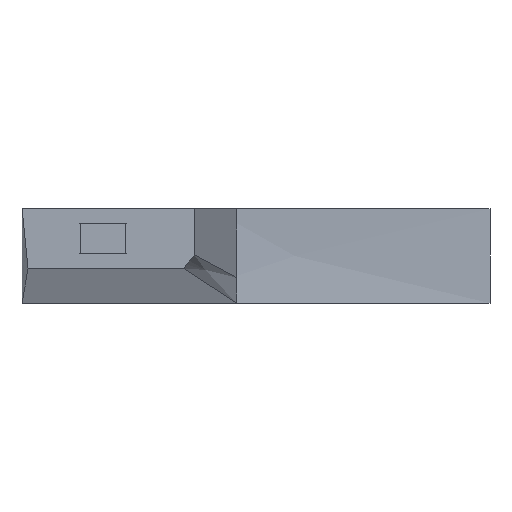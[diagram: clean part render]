
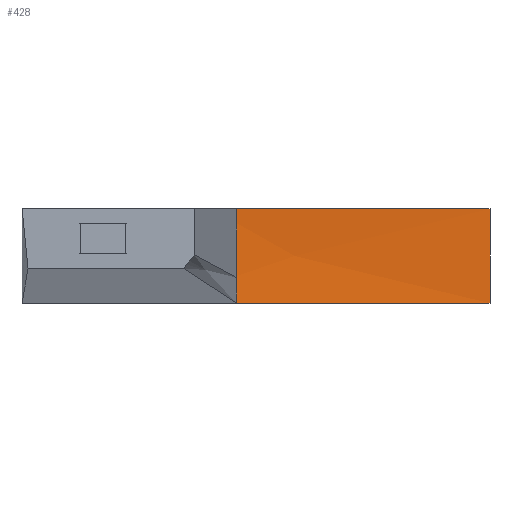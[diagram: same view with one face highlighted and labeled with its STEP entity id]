
A CAD part, left-side view. The second image highlights one B-rep face of the part: STEP entity #428.
In plain terms, the highlighted free-form (B-spline) face has degree [2, 1] with [3, 2] control points.
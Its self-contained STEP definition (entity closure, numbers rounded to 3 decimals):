
#38=FACE_OUTER_BOUND('',#62,.T.);
#62=EDGE_LOOP('',(#304,#305,#306,#307));
#87=LINE('',#596,#142);
#88=LINE('',#601,#143);
#142=VECTOR('',#488,10.);
#143=VECTOR('',#489,10.);
#197=(
BOUNDED_CURVE()
B_SPLINE_CURVE(2,(#592,#593,#594),.UNSPECIFIED.,.F.,.F.)
B_SPLINE_CURVE_WITH_KNOTS((3,3),(0.,2.866),.UNSPECIFIED.)
CURVE()
GEOMETRIC_REPRESENTATION_ITEM()
RATIONAL_B_SPLINE_CURVE((1.,3.,1.))
REPRESENTATION_ITEM('')
);
#198=(
BOUNDED_CURVE()
B_SPLINE_CURVE(2,(#598,#599,#600),.UNSPECIFIED.,.F.,.F.)
B_SPLINE_CURVE_WITH_KNOTS((3,3),(-2.866,0.),.UNSPECIFIED.)
CURVE()
GEOMETRIC_REPRESENTATION_ITEM()
RATIONAL_B_SPLINE_CURVE((1.,3.,1.))
REPRESENTATION_ITEM('')
);
#203=VERTEX_POINT('',#590);
#204=VERTEX_POINT('',#591);
#205=VERTEX_POINT('',#595);
#206=VERTEX_POINT('',#597);
#243=EDGE_CURVE('',#203,#204,#197,.T.);
#244=EDGE_CURVE('',#203,#205,#87,.T.);
#245=EDGE_CURVE('',#206,#205,#198,.T.);
#246=EDGE_CURVE('',#204,#206,#88,.T.);
#304=ORIENTED_EDGE('',*,*,#243,.F.);
#305=ORIENTED_EDGE('',*,*,#244,.T.);
#306=ORIENTED_EDGE('',*,*,#245,.F.);
#307=ORIENTED_EDGE('',*,*,#246,.F.);
#426=(
BOUNDED_SURFACE()
B_SPLINE_SURFACE(2,1,((#584,#585),(#586,#587),(#588,#589)),
 .UNSPECIFIED.,.F.,.F.,.F.)
B_SPLINE_SURFACE_WITH_KNOTS((3,3),(2,2),(-2.866,0.),(0.,0.63),
 .UNSPECIFIED.)
GEOMETRIC_REPRESENTATION_ITEM()
RATIONAL_B_SPLINE_SURFACE(((1.,1.),(3.,3.),(1.,1.)))
REPRESENTATION_ITEM('')
SURFACE()
);
#428=ADVANCED_FACE('',(#38),#426,.T.);
#488=DIRECTION('',(0.,0.,-1.));
#489=DIRECTION('',(0.,0.,-1.));
#584=CARTESIAN_POINT('Ctrl Pts',(112.2,-30.2,6.3));
#585=CARTESIAN_POINT('Ctrl Pts',(112.2,-30.2,0.));
#586=CARTESIAN_POINT('Ctrl Pts',(111.596,-4.,6.3));
#587=CARTESIAN_POINT('Ctrl Pts',(111.596,-4.,0.));
#588=CARTESIAN_POINT('Ctrl Pts',(106.35,-4.,6.3));
#589=CARTESIAN_POINT('Ctrl Pts',(106.35,-4.,0.));
#590=CARTESIAN_POINT('',(106.35,-4.,6.3));
#591=CARTESIAN_POINT('',(112.2,-30.2,6.3));
#592=CARTESIAN_POINT('Ctrl Pts',(106.35,-4.,6.3));
#593=CARTESIAN_POINT('Ctrl Pts',(111.596,-4.,6.3));
#594=CARTESIAN_POINT('Ctrl Pts',(112.2,-30.2,6.3));
#595=CARTESIAN_POINT('',(106.35,-4.,0.));
#596=CARTESIAN_POINT('',(106.35,-4.,6.3));
#597=CARTESIAN_POINT('',(112.2,-30.2,0.));
#598=CARTESIAN_POINT('Ctrl Pts',(112.2,-30.2,0.));
#599=CARTESIAN_POINT('Ctrl Pts',(111.596,-4.,0.));
#600=CARTESIAN_POINT('Ctrl Pts',(106.35,-4.,0.));
#601=CARTESIAN_POINT('',(112.2,-30.2,6.3));
